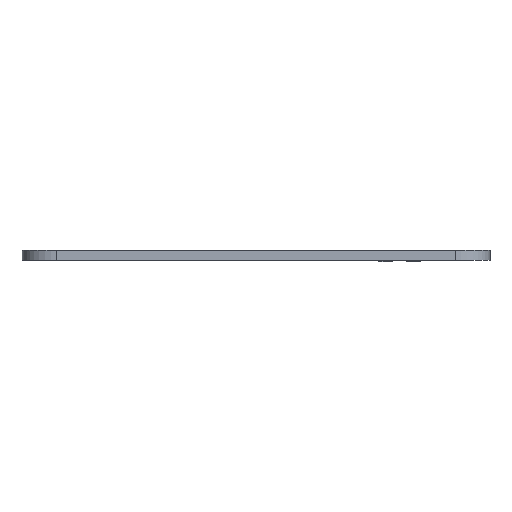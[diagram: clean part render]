
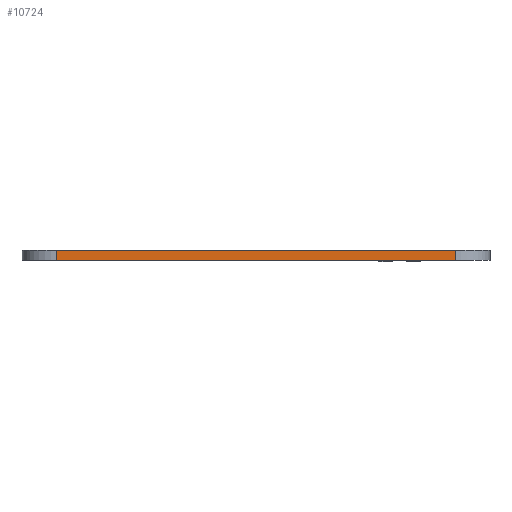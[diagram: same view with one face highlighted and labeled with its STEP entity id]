
A CAD part, left-side view. The second image highlights one B-rep face of the part: STEP entity #10724.
In plain terms, the highlighted planar face has unit normal (-1, 0, 0).
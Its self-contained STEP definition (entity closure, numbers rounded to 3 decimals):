
#1593=FACE_OUTER_BOUND('',#2211,.T.);
#2211=EDGE_LOOP('',(#9707,#9708,#9709,#9710));
#2576=LINE('',#14957,#3503);
#3123=LINE('',#20902,#4050);
#3124=LINE('',#20905,#4051);
#3125=LINE('',#20906,#4052);
#3503=VECTOR('',#11600,10.);
#4050=VECTOR('',#12459,10.);
#4051=VECTOR('',#12462,10.);
#4052=VECTOR('',#12463,10.);
#4435=VERTEX_POINT('',#14954);
#4436=VERTEX_POINT('',#14956);
#5137=VERTEX_POINT('',#20898);
#5139=VERTEX_POINT('',#20904);
#5650=EDGE_CURVE('',#4435,#4436,#2576,.T.);
#6680=EDGE_CURVE('',#4436,#5137,#3123,.T.);
#6681=EDGE_CURVE('',#5139,#4435,#3124,.T.);
#6682=EDGE_CURVE('',#5137,#5139,#3125,.T.);
#9707=ORIENTED_EDGE('',*,*,#6680,.F.);
#9708=ORIENTED_EDGE('',*,*,#5650,.F.);
#9709=ORIENTED_EDGE('',*,*,#6681,.F.);
#9710=ORIENTED_EDGE('',*,*,#6682,.F.);
#10178=PLANE('',#11036);
#10724=ADVANCED_FACE('',(#1593),#10178,.T.);
#11036=AXIS2_PLACEMENT_3D('',#20903,#12460,#12461);
#11600=DIRECTION('',(0.,1.,0.));
#12459=DIRECTION('',(0.,0.,1.));
#12460=DIRECTION('center_axis',(-1.,0.,0.));
#12461=DIRECTION('ref_axis',(0.,-1.,0.));
#12462=DIRECTION('',(0.,0.,-1.));
#12463=DIRECTION('',(0.,-1.,0.));
#14954=CARTESIAN_POINT('',(-11.765,-125.075,0.));
#14956=CARTESIAN_POINT('',(-11.765,-67.365,0.));
#14957=CARTESIAN_POINT('',(-11.765,-130.075,0.));
#20898=CARTESIAN_POINT('',(-11.765,-67.365,1.5));
#20902=CARTESIAN_POINT('',(-11.765,-67.365,0.));
#20903=CARTESIAN_POINT('Origin',(-11.765,-62.365,0.));
#20904=CARTESIAN_POINT('',(-11.765,-125.075,1.5));
#20905=CARTESIAN_POINT('',(-11.765,-125.075,0.));
#20906=CARTESIAN_POINT('',(-11.765,-130.075,1.5));
